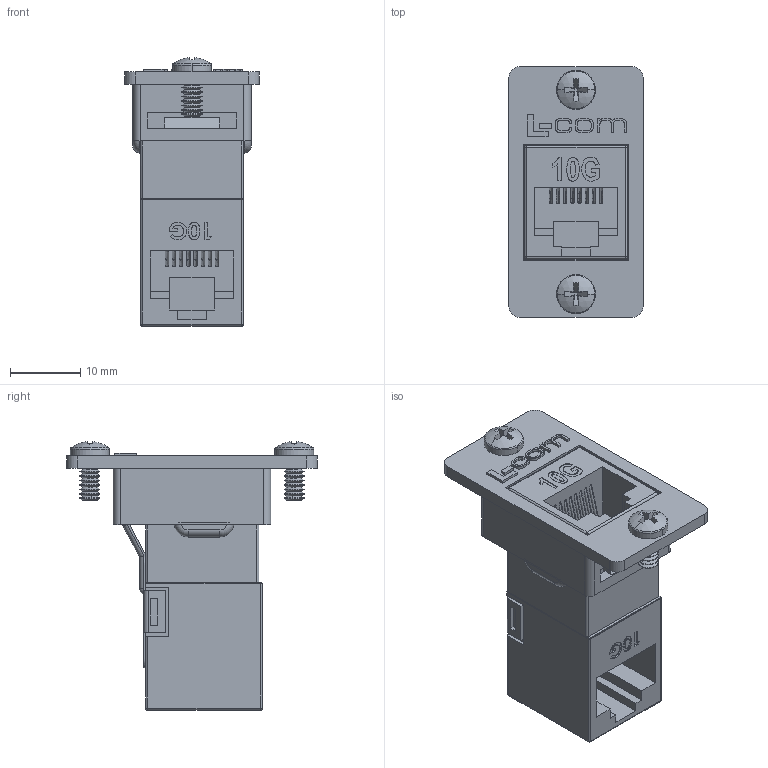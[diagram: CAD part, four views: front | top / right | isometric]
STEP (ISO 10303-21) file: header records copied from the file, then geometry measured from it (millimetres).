
FILE_DESCRIPTION (( 'STEP AP214' ), '1' );
FILE_NAME ('ECF504-SR6A.STEP', '2013-10-30T14:56:10', ( 'L-Com' ), ( 'L-Com Global Connectivity' ), 'SwSTEP 2.0', 'SolidWorks 2012', '' );
FILE_SCHEMA (( 'AUTOMOTIVE_DESIGN' ));
Length unit declared in the file: inch
Products named in the file (4): 91772A106_default; TDG1026KS-RC6A_New Logo - Latch Depressed; ECF-SK_with Global Connectivity logo; ECF504-SR6A
Assembly tree (4 placements, depth 2):
  ECF504-SR6A
    ECF-SK_with Global Connectivity logo
    TDG1026KS-RC6A_New Logo - Latch Depressed
    91772A106_default  x2
Bounding box: 19.05 x 35.56 x 38.12 mm (x, y, z)
Volume: 8232.9 mm3; surface area: 6667.8 mm2
Topology: 4 solids, 4 shells, 544 faces, 1453 edges, 932 vertices
Faces by surface type: plane 254, cylinder 96, bspline 95, cone 76, sphere 12, torus 11
Entity records: 19323 total; most frequent: CARTESIAN_POINT 6442, ORIENTED_EDGE 2490, DIRECTION 2112, EDGE_CURVE 1245, LINE 812, VECTOR 812, VERTEX_POINT 808, AXIS2_PLACEMENT_3D 650
